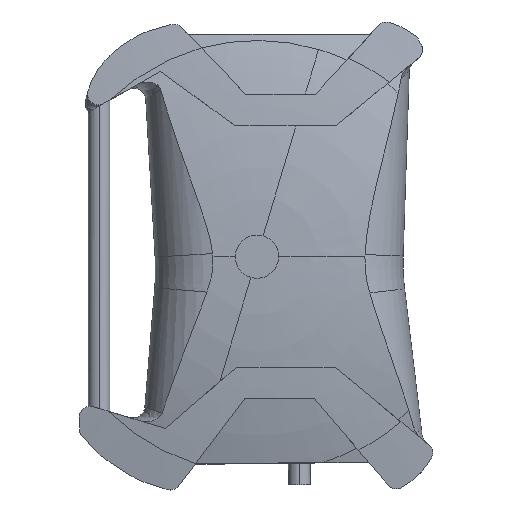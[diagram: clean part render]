
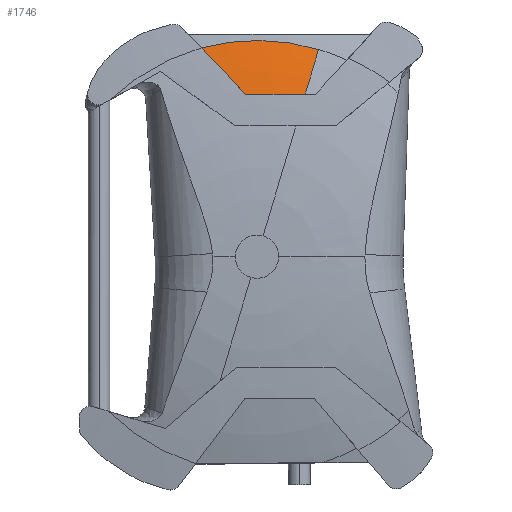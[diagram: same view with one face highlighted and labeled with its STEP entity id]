
A CAD part, left-side view. The second image highlights one B-rep face of the part: STEP entity #1746.
In plain terms, the highlighted toroidal (fillet/blend) face has major radius 20 mm and minor radius 600 mm.
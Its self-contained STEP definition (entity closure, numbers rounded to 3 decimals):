
#32 = VERTEX_POINT ( 'NONE', #4768 ) ;
#652 = CIRCLE ( 'NONE', #19513, 199.753 ) ;
#744 = CARTESIAN_POINT ( 'NONE',  ( 15.476, 125.836, 369.193 ) ) ;
#772 = CARTESIAN_POINT ( 'NONE',  ( 17.544, 188.441, 381.651 ) ) ;
#992 = CARTESIAN_POINT ( 'NONE',  ( 20.03, 196.755, 390.281 ) ) ;
#1387 = VERTEX_POINT ( 'NONE', #5092 ) ;
#1746 = ADVANCED_FACE ( 'NONE', ( #12366 ), #20046, .T. ) ;
#2378 = CARTESIAN_POINT ( 'NONE',  ( 14.591, 145.956, 369.193 ) ) ;
#2627 = CARTESIAN_POINT ( 'NONE',  ( 16.429, 184.483, 377.543 ) ) ;
#2827 = CARTESIAN_POINT ( 'NONE',  ( 14.67, 143.495, 369.193 ) ) ;
#4230 = CARTESIAN_POINT ( 'NONE',  ( 14.792, 139.954, 369.193 ) ) ;
#4460 = CARTESIAN_POINT ( 'NONE',  ( 15.094, 132.601, 369.193 ) ) ;
#4768 = CARTESIAN_POINT ( 'NONE',  ( 27.559, 109.067, 410.477 ) ) ;
#5092 = CARTESIAN_POINT ( 'NONE',  ( 15.776, 121.335, 369.193 ) ) ;
#5970 = CARTESIAN_POINT ( 'NONE',  ( 14.232, 167.141, 369.193 ) ) ;
#5978 = CARTESIAN_POINT ( 'NONE',  ( 600., 160.269, 238.171 ) ) ;
#6086 = CARTESIAN_POINT ( 'NONE',  ( 14.693, 142.786, 369.193 ) ) ;
#6451 = CARTESIAN_POINT ( 'NONE',  ( 15.373, 180.484, 373.392 ) ) ;
#6741 = AXIS2_PLACEMENT_3D ( 'NONE', #10631, #17242, #12257 ) ;
#7023 = EDGE_CURVE ( 'NONE', #32, #10690, #652, .T. ) ;
#7974 = CARTESIAN_POINT ( 'NONE',  ( 25.893, 213.431, 407.589 ) ) ;
#8201 = CARTESIAN_POINT ( 'NONE',  ( 24.299, 209.192, 403.189 ) ) ;
#8637 = B_SPLINE_CURVE_WITH_KNOTS ( 'NONE', 5,
 ( #12730, #7974, #8201, #20230, #992, #772, #2627, #6451, #18273 ),
 .UNSPECIFIED., .F., .F.,
 ( 6, 3, 6 ),
 ( 0., 41.985, 79.472 ),
 .UNSPECIFIED. ) ;
#9666 = EDGE_LOOP ( 'NONE', ( #14593, #12804, #21752, #22127 ) ) ;
#9900 = CARTESIAN_POINT ( 'NONE',  ( 14.377, 176.438, 369.193 ) ) ;
#10631 = CARTESIAN_POINT ( 'NONE',  ( 600., 165.966, 219. ) ) ;
#10690 = VERTEX_POINT ( 'NONE', #14813 ) ;
#11664 = DIRECTION ( 'NONE',  ( -1., 0., 0. ) ) ;
#12257 = DIRECTION ( 'NONE',  ( 0., 0.285, -0.959 ) ) ;
#12366 = FACE_OUTER_BOUND ( 'NONE', #9666, .T. ) ;
#12730 = CARTESIAN_POINT ( 'NONE',  ( 27.559, 217.636, 411.954 ) ) ;
#12804 = ORIENTED_EDGE ( 'NONE', *, *, #16725, .T. ) ;
#13189 = CARTESIAN_POINT ( 'NONE',  ( 14.377, 176.438, 369.193 ) ) ;
#13302 = B_SPLINE_CURVE_WITH_KNOTS ( 'NONE', 3,
 ( #16848, #744, #4460, #4230, #6086, #2827, #21716, #18248, #22174, #2378, #20093, #5970, #9900 ),
 .UNSPECIFIED., .F., .F.,
 ( 4, 1, 1, 2, 2, 1, 1, 1, 4 ),
 ( 0.15, 0.363, 0.469, 0.496, 0.502, 0.509, 0.522, 0.575, 1. ),
 .UNSPECIFIED. ) ;
#14325 = EDGE_CURVE ( 'NONE', #10690, #19510, #8637, .T. ) ;
#14480 = EDGE_CURVE ( 'NONE', #1387, #19510, #13302, .T. ) ;
#14593 = ORIENTED_EDGE ( 'NONE', *, *, #14480, .F. ) ;
#14813 = CARTESIAN_POINT ( 'NONE',  ( 27.559, 217.636, 411.954 ) ) ;
#14905 = DIRECTION ( 'NONE',  ( 0., -0.285, 0.959 ) ) ;
#15495 = CIRCLE ( 'NONE', #18444, 600. ) ;
#16527 = CARTESIAN_POINT ( 'NONE',  ( 27.559, 165.966, 219. ) ) ;
#16725 = EDGE_CURVE ( 'NONE', #1387, #32, #15495, .T. ) ;
#16848 = CARTESIAN_POINT ( 'NONE',  ( 15.776, 121.335, 369.193 ) ) ;
#17242 = DIRECTION ( 'NONE',  ( 1., 0., 0. ) ) ;
#18248 = CARTESIAN_POINT ( 'NONE',  ( 14.655, 143.926, 369.193 ) ) ;
#18273 = CARTESIAN_POINT ( 'NONE',  ( 14.377, 176.438, 369.193 ) ) ;
#18444 = AXIS2_PLACEMENT_3D ( 'NONE', #5978, #21725, #14905 ) ;
#19510 = VERTEX_POINT ( 'NONE', #13189 ) ;
#19513 = AXIS2_PLACEMENT_3D ( 'NONE', #16527, #11664, #19994 ) ;
#19994 = DIRECTION ( 'NONE',  ( 0., -1., 0. ) ) ;
#20046 = TOROIDAL_SURFACE ( 'NONE', #6741, 20., 600. ) ;
#20093 = CARTESIAN_POINT ( 'NONE',  ( 14.286, 156.69, 369.193 ) ) ;
#20230 = CARTESIAN_POINT ( 'NONE',  ( 22.776, 204.918, 398.753 ) ) ;
#21716 = CARTESIAN_POINT ( 'NONE',  ( 14.665, 143.636, 369.193 ) ) ;
#21725 = DIRECTION ( 'NONE',  ( 0., 0.959, 0.285 ) ) ;
#21752 = ORIENTED_EDGE ( 'NONE', *, *, #7023, .T. ) ;
#22127 = ORIENTED_EDGE ( 'NONE', *, *, #14325, .T. ) ;
#22174 = CARTESIAN_POINT ( 'NONE',  ( 14.641, 144.361, 369.193 ) ) ;
